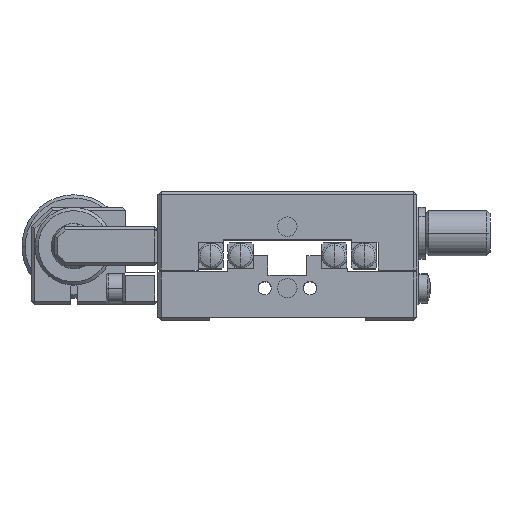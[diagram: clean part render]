
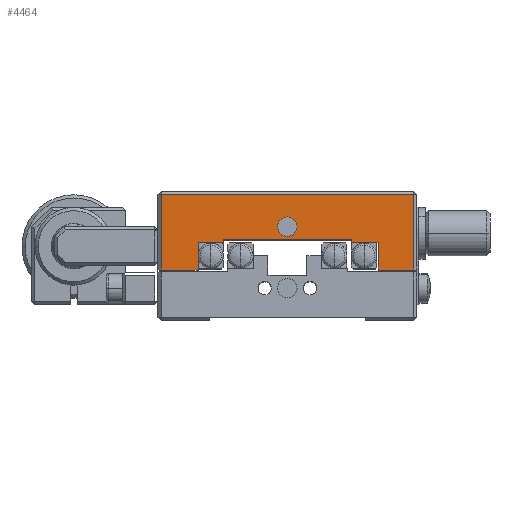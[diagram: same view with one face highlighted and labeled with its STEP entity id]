
A CAD part, top view. The second image highlights one B-rep face of the part: STEP entity #4464.
In plain terms, the highlighted planar face has unit normal (0, 0, 1).
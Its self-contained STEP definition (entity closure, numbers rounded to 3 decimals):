
#71 = CIRCLE ( 'NONE', #22956, 1.5 ) ;
#175 = DIRECTION ( 'NONE',  ( 0., -1., 0. ) ) ;
#1020 = ORIENTED_EDGE ( 'NONE', *, *, #19425, .F. ) ;
#1086 = CARTESIAN_POINT ( 'NONE',  ( 6.756, 2.391, 71.3 ) ) ;
#1210 = VERTEX_POINT ( 'NONE', #23374 ) ;
#1257 = ORIENTED_EDGE ( 'NONE', *, *, #22620, .T. ) ;
#1593 = CARTESIAN_POINT ( 'NONE',  ( 6.756, 2.391, 71.3 ) ) ;
#1598 = CARTESIAN_POINT ( 'NONE',  ( -17.144, 2.891, 71.3 ) ) ;
#2211 = EDGE_CURVE ( 'NONE', #2693, #18770, #17637, .T. ) ;
#2267 = DIRECTION ( 'NONE',  ( -1., 0., 0. ) ) ;
#2341 = CARTESIAN_POINT ( 'NONE',  ( -8.744, 4.891, 71.3 ) ) ;
#2430 = ORIENTED_EDGE ( 'NONE', *, *, #7704, .T. ) ;
#2515 = CARTESIAN_POINT ( 'NONE',  ( -26.744, 9.891, 71.3 ) ) ;
#2535 = VECTOR ( 'NONE', #5433, 1000. ) ;
#2693 = VERTEX_POINT ( 'NONE', #22903 ) ;
#3563 = ORIENTED_EDGE ( 'NONE', *, *, #18552, .T. ) ;
#3831 = CARTESIAN_POINT ( 'NONE',  ( 12.756, -1.809, 71.3 ) ) ;
#3880 = CARTESIAN_POINT ( 'NONE',  ( 12.256, 9.891, 71.3 ) ) ;
#3941 = CARTESIAN_POINT ( 'NONE',  ( 6.756, 2.391, 71.3 ) ) ;
#4164 = VECTOR ( 'NONE', #4798, 1000. ) ;
#4254 = VECTOR ( 'NONE', #15402, 1000. ) ;
#4464 = ADVANCED_FACE ( 'NONE', ( #15035, #5437 ), #6333, .T. ) ;
#4613 = LINE ( 'NONE', #19090, #22967 ) ;
#4798 = DIRECTION ( 'NONE',  ( 0., -1., 0. ) ) ;
#4949 = AXIS2_PLACEMENT_3D ( 'NONE', #22483, #20754, #9721 ) ;
#5400 = CARTESIAN_POINT ( 'NONE',  ( -17.144, 2.891, 71.3 ) ) ;
#5433 = DIRECTION ( 'NONE',  ( 0., -1., 0. ) ) ;
#5437 = FACE_BOUND ( 'NONE', #17567, .T. ) ;
#5645 = DIRECTION ( 'NONE',  ( 0., 0., -1. ) ) ;
#6333 = PLANE ( 'NONE',  #4949 ) ;
#7378 = VERTEX_POINT ( 'NONE', #2341 ) ;
#7665 = VECTOR ( 'NONE', #19259, 1000. ) ;
#7704 = EDGE_CURVE ( 'NONE', #23123, #11736, #11610, .T. ) ;
#8165 = CARTESIAN_POINT ( 'NONE',  ( 2.656, 2.891, 71.3 ) ) ;
#8783 = LINE ( 'NONE', #14426, #2535 ) ;
#8926 = AXIS2_PLACEMENT_3D ( 'NONE', #16531, #5645, #21659 ) ;
#9481 = CARTESIAN_POINT ( 'NONE',  ( 12.256, -1.809, 71.3 ) ) ;
#9593 = LINE ( 'NONE', #23041, #18599 ) ;
#9721 = DIRECTION ( 'NONE',  ( 1., 0., 0. ) ) ;
#9899 = VECTOR ( 'NONE', #23125, 1000. ) ;
#10025 = VERTEX_POINT ( 'NONE', #9481 ) ;
#10273 = EDGE_LOOP ( 'NONE', ( #22277, #20693, #11178, #22866, #1257, #13665, #12895, #12252, #14114, #2430, #1020, #23287 ) ) ;
#10303 = CARTESIAN_POINT ( 'NONE',  ( -21.044, -1.809, 71.3 ) ) ;
#11082 = LINE ( 'NONE', #23079, #7665 ) ;
#11178 = ORIENTED_EDGE ( 'NONE', *, *, #21606, .T. ) ;
#11285 = CARTESIAN_POINT ( 'NONE',  ( -7.244, 4.891, 71.3 ) ) ;
#11546 = VERTEX_POINT ( 'NONE', #16225 ) ;
#11610 = LINE ( 'NONE', #19143, #4254 ) ;
#11736 = VERTEX_POINT ( 'NONE', #20697 ) ;
#11836 = VERTEX_POINT ( 'NONE', #10303 ) ;
#12201 = ORIENTED_EDGE ( 'NONE', *, *, #19838, .T. ) ;
#12252 = ORIENTED_EDGE ( 'NONE', *, *, #2211, .F. ) ;
#12761 = VERTEX_POINT ( 'NONE', #2515 ) ;
#12845 = VECTOR ( 'NONE', #17471, 1000. ) ;
#12895 = ORIENTED_EDGE ( 'NONE', *, *, #17690, .F. ) ;
#12906 = EDGE_CURVE ( 'NONE', #12761, #1210, #18262, .T. ) ;
#12972 = VECTOR ( 'NONE', #20426, 1000. ) ;
#13101 = DIRECTION ( 'NONE',  ( 0., 0., -1. ) ) ;
#13665 = ORIENTED_EDGE ( 'NONE', *, *, #19575, .F. ) ;
#14114 = ORIENTED_EDGE ( 'NONE', *, *, #22144, .F. ) ;
#14230 = LINE ( 'NONE', #3831, #17858 ) ;
#14426 = CARTESIAN_POINT ( 'NONE',  ( 6.756, 2.391, 71.3 ) ) ;
#14677 = EDGE_CURVE ( 'NONE', #11546, #10025, #14230, .T. ) ;
#14717 = DIRECTION ( 'NONE',  ( 1., 0., 0. ) ) ;
#15035 = FACE_OUTER_BOUND ( 'NONE', #10273, .T. ) ;
#15402 = DIRECTION ( 'NONE',  ( 0., -1., 0. ) ) ;
#15916 = LINE ( 'NONE', #23046, #12845 ) ;
#16044 = LINE ( 'NONE', #3941, #12972 ) ;
#16225 = CARTESIAN_POINT ( 'NONE',  ( 6.756, -1.809, 71.3 ) ) ;
#16531 = CARTESIAN_POINT ( 'NONE',  ( -7.244, 4.891, 71.3 ) ) ;
#16587 = VERTEX_POINT ( 'NONE', #16640 ) ;
#16640 = CARTESIAN_POINT ( 'NONE',  ( -21.044, 2.391, 71.3 ) ) ;
#17095 = EDGE_CURVE ( 'NONE', #21278, #11546, #8783, .T. ) ;
#17238 = CARTESIAN_POINT ( 'NONE',  ( -26.744, -1.809, 71.3 ) ) ;
#17334 = LINE ( 'NONE', #1086, #20443 ) ;
#17471 = DIRECTION ( 'NONE',  ( 0., -1., 0. ) ) ;
#17567 = EDGE_LOOP ( 'NONE', ( #3563, #12201 ) ) ;
#17637 = LINE ( 'NONE', #5400, #20182 ) ;
#17690 = EDGE_CURVE ( 'NONE', #18770, #16587, #16044, .T. ) ;
#17858 = VECTOR ( 'NONE', #14717, 1000. ) ;
#18262 = LINE ( 'NONE', #17238, #4164 ) ;
#18552 = EDGE_CURVE ( 'NONE', #19294, #7378, #19347, .T. ) ;
#18599 = VECTOR ( 'NONE', #23266, 1000. ) ;
#18770 = VERTEX_POINT ( 'NONE', #20292 ) ;
#18936 = DIRECTION ( 'NONE',  ( 0., 1., 0. ) ) ;
#18994 = DIRECTION ( 'NONE',  ( -1., 0., 0. ) ) ;
#19090 = CARTESIAN_POINT ( 'NONE',  ( 12.256, -1.809, 71.3 ) ) ;
#19143 = CARTESIAN_POINT ( 'NONE',  ( 2.656, 2.891, 71.3 ) ) ;
#19259 = DIRECTION ( 'NONE',  ( -1., 0., 0. ) ) ;
#19294 = VERTEX_POINT ( 'NONE', #22408 ) ;
#19347 = CIRCLE ( 'NONE', #8926, 1.5 ) ;
#19425 = EDGE_CURVE ( 'NONE', #21278, #11736, #17334, .T. ) ;
#19468 = LINE ( 'NONE', #1598, #9899 ) ;
#19575 = EDGE_CURVE ( 'NONE', #16587, #11836, #15916, .T. ) ;
#19838 = EDGE_CURVE ( 'NONE', #7378, #19294, #71, .T. ) ;
#19866 = EDGE_CURVE ( 'NONE', #10025, #20240, #4613, .T. ) ;
#20182 = VECTOR ( 'NONE', #175, 1000. ) ;
#20240 = VERTEX_POINT ( 'NONE', #3880 ) ;
#20292 = CARTESIAN_POINT ( 'NONE',  ( -17.144, 2.391, 71.3 ) ) ;
#20426 = DIRECTION ( 'NONE',  ( -1., 0., 0. ) ) ;
#20443 = VECTOR ( 'NONE', #18994, 1000. ) ;
#20693 = ORIENTED_EDGE ( 'NONE', *, *, #19866, .T. ) ;
#20697 = CARTESIAN_POINT ( 'NONE',  ( 2.656, 2.391, 71.3 ) ) ;
#20754 = DIRECTION ( 'NONE',  ( 0., 0., 1. ) ) ;
#21278 = VERTEX_POINT ( 'NONE', #1593 ) ;
#21606 = EDGE_CURVE ( 'NONE', #20240, #12761, #11082, .T. ) ;
#21659 = DIRECTION ( 'NONE',  ( -1., 0., 0. ) ) ;
#22144 = EDGE_CURVE ( 'NONE', #23123, #2693, #19468, .T. ) ;
#22277 = ORIENTED_EDGE ( 'NONE', *, *, #14677, .T. ) ;
#22408 = CARTESIAN_POINT ( 'NONE',  ( -5.744, 4.891, 71.3 ) ) ;
#22483 = CARTESIAN_POINT ( 'NONE',  ( 12.756, -1.809, 71.3 ) ) ;
#22620 = EDGE_CURVE ( 'NONE', #1210, #11836, #9593, .T. ) ;
#22866 = ORIENTED_EDGE ( 'NONE', *, *, #12906, .T. ) ;
#22903 = CARTESIAN_POINT ( 'NONE',  ( -17.144, 2.891, 71.3 ) ) ;
#22956 = AXIS2_PLACEMENT_3D ( 'NONE', #11285, #13101, #2267 ) ;
#22967 = VECTOR ( 'NONE', #18936, 1000. ) ;
#23041 = CARTESIAN_POINT ( 'NONE',  ( 12.756, -1.809, 71.3 ) ) ;
#23046 = CARTESIAN_POINT ( 'NONE',  ( -21.044, 2.391, 71.3 ) ) ;
#23079 = CARTESIAN_POINT ( 'NONE',  ( 12.756, 9.891, 71.3 ) ) ;
#23123 = VERTEX_POINT ( 'NONE', #8165 ) ;
#23125 = DIRECTION ( 'NONE',  ( -1., 0., 0. ) ) ;
#23266 = DIRECTION ( 'NONE',  ( 1., 0., 0. ) ) ;
#23287 = ORIENTED_EDGE ( 'NONE', *, *, #17095, .T. ) ;
#23374 = CARTESIAN_POINT ( 'NONE',  ( -26.744, -1.809, 71.3 ) ) ;
